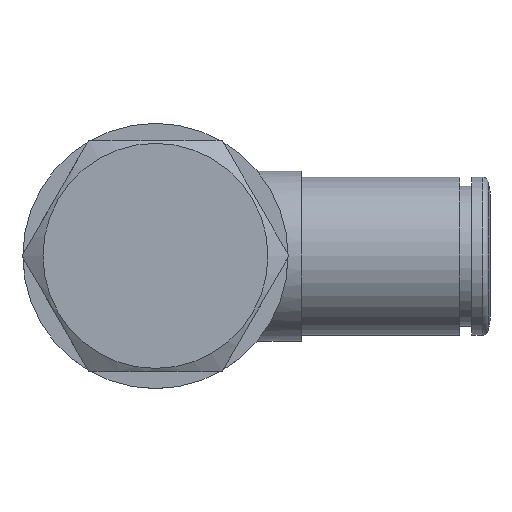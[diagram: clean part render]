
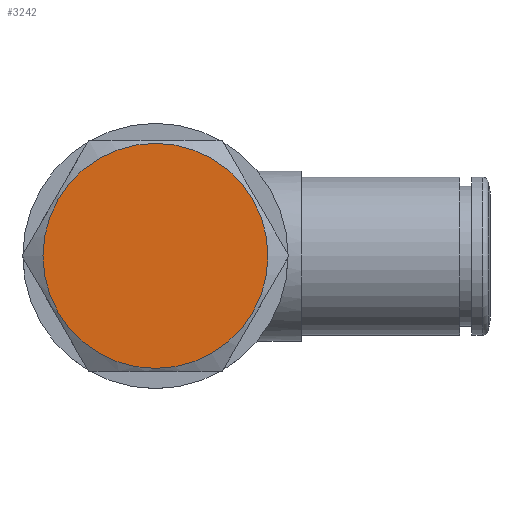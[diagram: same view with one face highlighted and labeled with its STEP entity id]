
A CAD part, top view. The second image highlights one B-rep face of the part: STEP entity #3242.
In plain terms, the highlighted face is planar.
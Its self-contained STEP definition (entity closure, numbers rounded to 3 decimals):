
#860=ORIENTED_EDGE('',*,*,#1070,.F.);
#950=CIRCLE('',#3129,9.25);
#1006=VERTEX_POINT('',#1651);
#1070=EDGE_CURVE('',#1006,#1006,#950,.T.);
#1146=EDGE_LOOP('',(#860));
#1250=FACE_BOUND('',#1146,.T.);
#1424=DIRECTION('',(0.,-1.,0.));
#1425=DIRECTION('',(0.,0.,9.25));
#1432=DIRECTION('',(0.,1.,0.));
#1433=DIRECTION('',(1.,0.,0.));
#1651=CARTESIAN_POINT('',(134.82,79.332,9.25));
#1652=CARTESIAN_POINT('',(134.82,79.332,0.));
#1658=CARTESIAN_POINT('',(144.07,79.332,0.));
#3129=AXIS2_PLACEMENT_3D('',#1652,#1424,#1425);
#3133=AXIS2_PLACEMENT_3D('',#1658,#1432,#1433);
#3208=PLANE('',#3133);
#3242=ADVANCED_FACE('',(#1250),#3208,.T.);
